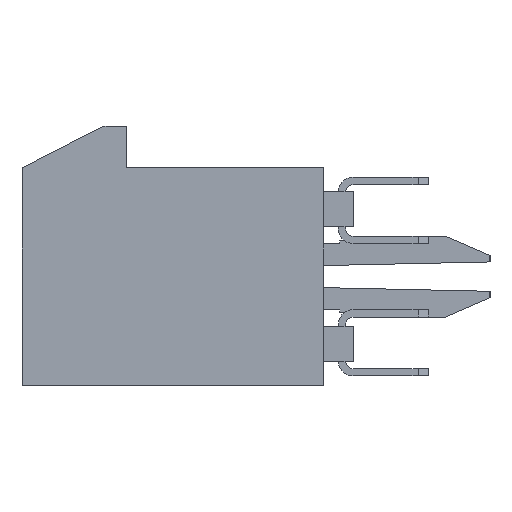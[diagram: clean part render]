
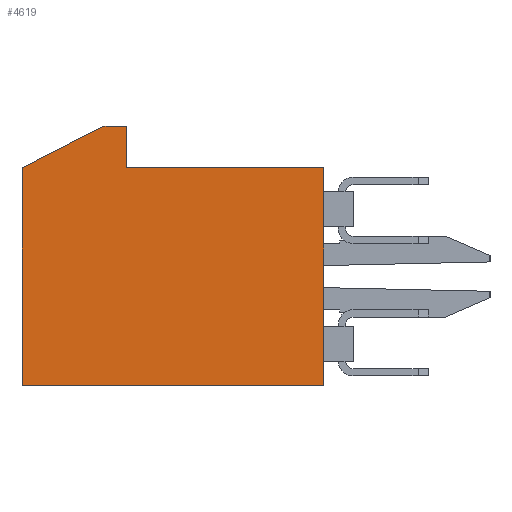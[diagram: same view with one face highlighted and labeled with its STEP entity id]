
A CAD part, left-side view. The second image highlights one B-rep face of the part: STEP entity #4619.
In plain terms, the highlighted planar face has unit normal (-1, 0, 0).
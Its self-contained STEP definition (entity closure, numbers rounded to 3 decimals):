
#95 = ORIENTED_EDGE ( 'NONE', *, *, #28346, .T. ) ;
#1256 = VECTOR ( 'NONE', #13441, 1000. ) ;
#1693 = EDGE_CURVE ( 'NONE', #12402, #20387, #10782, .T. ) ;
#2328 = ORIENTED_EDGE ( 'NONE', *, *, #7679, .T. ) ;
#2371 = CARTESIAN_POINT ( 'NONE',  ( -14.65, 11.25, -3.7 ) ) ;
#2967 = AXIS2_PLACEMENT_3D ( 'NONE', #8385, #12492, #10589 ) ;
#4209 = CARTESIAN_POINT ( 'NONE',  ( -14.65, 1., -3.7 ) ) ;
#4374 = VERTEX_POINT ( 'NONE', #16167 ) ;
#4619 = ADVANCED_FACE ( 'NONE', ( #24284 ), #8222, .F. ) ;
#6556 = CARTESIAN_POINT ( 'NONE',  ( -14.65, 48.572, 3.7 ) ) ;
#6693 = LINE ( 'NONE', #29223, #6859 ) ;
#6731 = DIRECTION ( 'NONE',  ( 0., 0., 1. ) ) ;
#6859 = VECTOR ( 'NONE', #18139, 1000. ) ;
#7054 = VECTOR ( 'NONE', #6731, 1000. ) ;
#7474 = EDGE_LOOP ( 'NONE', ( #25532, #21058, #29460, #28504, #2328, #95, #18657 ) ) ;
#7679 = EDGE_CURVE ( 'NONE', #22326, #25728, #26170, .T. ) ;
#8222 = PLANE ( 'NONE',  #2967 ) ;
#8385 = CARTESIAN_POINT ( 'NONE',  ( -14.65, 48.572, -3.7 ) ) ;
#8886 = EDGE_CURVE ( 'NONE', #4374, #23750, #12894, .T. ) ;
#10083 = DIRECTION ( 'NONE',  ( 0., 0., 1. ) ) ;
#10566 = VECTOR ( 'NONE', #21799, 1000. ) ;
#10589 = DIRECTION ( 'NONE',  ( 0., 0., -1. ) ) ;
#10731 = LINE ( 'NONE', #6556, #16336 ) ;
#10782 = LINE ( 'NONE', #4209, #7054 ) ;
#11691 = CARTESIAN_POINT ( 'NONE',  ( -14.65, 7.7, 5.1 ) ) ;
#11735 = CARTESIAN_POINT ( 'NONE',  ( -14.65, 1., 3.7 ) ) ;
#12394 = VECTOR ( 'NONE', #13728, 1000. ) ;
#12402 = VERTEX_POINT ( 'NONE', #23309 ) ;
#12492 = DIRECTION ( 'NONE',  ( 1., 0., 0. ) ) ;
#12894 = LINE ( 'NONE', #21969, #1256 ) ;
#13441 = DIRECTION ( 'NONE',  ( 0., 0.891, -0.454 ) ) ;
#13696 = CARTESIAN_POINT ( 'NONE',  ( -14.65, 7.7, 3.7 ) ) ;
#13728 = DIRECTION ( 'NONE',  ( 0., 0., 1. ) ) ;
#14315 = CARTESIAN_POINT ( 'NONE',  ( -14.65, 11.25, 3.7 ) ) ;
#16167 = CARTESIAN_POINT ( 'NONE',  ( -14.65, 8.5, 5.1 ) ) ;
#16229 = EDGE_CURVE ( 'NONE', #22326, #20387, #10731, .T. ) ;
#16336 = VECTOR ( 'NONE', #28604, 1000. ) ;
#16614 = CARTESIAN_POINT ( 'NONE',  ( -14.65, 7.7, 5.1 ) ) ;
#18139 = DIRECTION ( 'NONE',  ( 0., -1., 0. ) ) ;
#18345 = LINE ( 'NONE', #2371, #12394 ) ;
#18657 = ORIENTED_EDGE ( 'NONE', *, *, #8886, .T. ) ;
#19037 = VERTEX_POINT ( 'NONE', #22918 ) ;
#20387 = VERTEX_POINT ( 'NONE', #11735 ) ;
#21058 = ORIENTED_EDGE ( 'NONE', *, *, #26333, .T. ) ;
#21799 = DIRECTION ( 'NONE',  ( 0., 1., 0. ) ) ;
#21969 = CARTESIAN_POINT ( 'NONE',  ( -14.65, 11.25, 3.7 ) ) ;
#22326 = VERTEX_POINT ( 'NONE', #13696 ) ;
#22918 = CARTESIAN_POINT ( 'NONE',  ( -14.65, 11.25, -3.7 ) ) ;
#23309 = CARTESIAN_POINT ( 'NONE',  ( -14.65, 1., -3.7 ) ) ;
#23728 = EDGE_CURVE ( 'NONE', #19037, #23750, #18345, .T. ) ;
#23750 = VERTEX_POINT ( 'NONE', #14315 ) ;
#24284 = FACE_OUTER_BOUND ( 'NONE', #7474, .T. ) ;
#24641 = VECTOR ( 'NONE', #10083, 1000. ) ;
#25532 = ORIENTED_EDGE ( 'NONE', *, *, #23728, .F. ) ;
#25728 = VERTEX_POINT ( 'NONE', #11691 ) ;
#25824 = CARTESIAN_POINT ( 'NONE',  ( -14.65, 8.5, 5.1 ) ) ;
#26170 = LINE ( 'NONE', #16614, #24641 ) ;
#26333 = EDGE_CURVE ( 'NONE', #19037, #12402, #6693, .T. ) ;
#28217 = LINE ( 'NONE', #25824, #10566 ) ;
#28346 = EDGE_CURVE ( 'NONE', #25728, #4374, #28217, .T. ) ;
#28504 = ORIENTED_EDGE ( 'NONE', *, *, #16229, .F. ) ;
#28604 = DIRECTION ( 'NONE',  ( 0., -1., 0. ) ) ;
#29223 = CARTESIAN_POINT ( 'NONE',  ( -14.65, 48.572, -3.7 ) ) ;
#29460 = ORIENTED_EDGE ( 'NONE', *, *, #1693, .T. ) ;
